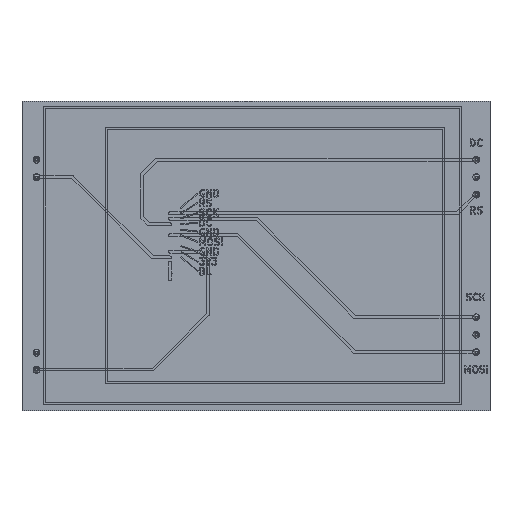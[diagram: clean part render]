
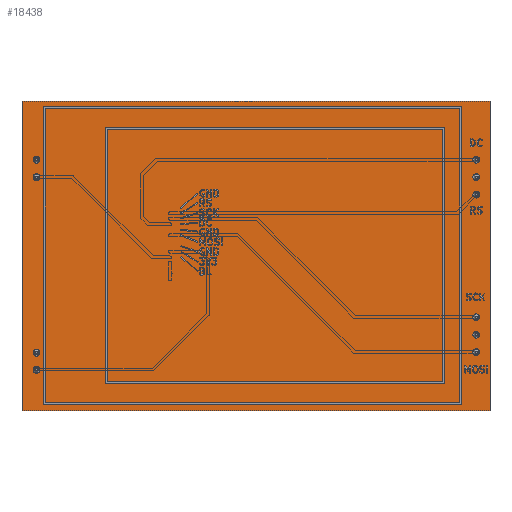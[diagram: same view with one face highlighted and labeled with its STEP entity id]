
A CAD part, top view. The second image highlights one B-rep face of the part: STEP entity #18438.
In plain terms, the highlighted planar face has unit normal (0, 0, 1).
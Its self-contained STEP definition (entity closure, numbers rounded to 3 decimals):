
#18438 = ADVANCED_FACE('',(#18439,#18473,#18484,#18495,#18506,#18517,
    #18528,#18539,#18550,#18561,#18572),#18583,.T.);
#18439 = FACE_BOUND('',#18440,.F.);
#18440 = EDGE_LOOP('',(#18441,#18451,#18459,#18467));
#18441 = ORIENTED_EDGE('',*,*,#18442,.T.);
#18442 = EDGE_CURVE('',#18443,#18445,#18447,.T.);
#18443 = VERTEX_POINT('',#18444);
#18444 = CARTESIAN_POINT('',(-34.,-22.5,1.56));
#18445 = VERTEX_POINT('',#18446);
#18446 = CARTESIAN_POINT('',(-34.,22.5,1.56));
#18447 = LINE('',#18448,#18449);
#18448 = CARTESIAN_POINT('',(-34.,-22.5,1.56));
#18449 = VECTOR('',#18450,1.);
#18450 = DIRECTION('',(0.,1.,0.));
#18451 = ORIENTED_EDGE('',*,*,#18452,.T.);
#18452 = EDGE_CURVE('',#18445,#18453,#18455,.T.);
#18453 = VERTEX_POINT('',#18454);
#18454 = CARTESIAN_POINT('',(34.,22.5,1.56));
#18455 = LINE('',#18456,#18457);
#18456 = CARTESIAN_POINT('',(-34.,22.5,1.56));
#18457 = VECTOR('',#18458,1.);
#18458 = DIRECTION('',(1.,0.,0.));
#18459 = ORIENTED_EDGE('',*,*,#18460,.T.);
#18460 = EDGE_CURVE('',#18453,#18461,#18463,.T.);
#18461 = VERTEX_POINT('',#18462);
#18462 = CARTESIAN_POINT('',(34.,-22.5,1.56));
#18463 = LINE('',#18464,#18465);
#18464 = CARTESIAN_POINT('',(34.,22.5,1.56));
#18465 = VECTOR('',#18466,1.);
#18466 = DIRECTION('',(0.,-1.,0.));
#18467 = ORIENTED_EDGE('',*,*,#18468,.T.);
#18468 = EDGE_CURVE('',#18461,#18443,#18469,.T.);
#18469 = LINE('',#18470,#18471);
#18470 = CARTESIAN_POINT('',(34.,-22.5,1.56));
#18471 = VECTOR('',#18472,1.);
#18472 = DIRECTION('',(-1.,0.,0.));
#18473 = FACE_BOUND('',#18474,.F.);
#18474 = EDGE_LOOP('',(#18475));
#18475 = ORIENTED_EDGE('',*,*,#18476,.T.);
#18476 = EDGE_CURVE('',#18477,#18477,#18479,.T.);
#18477 = VERTEX_POINT('',#18478);
#18478 = CARTESIAN_POINT('',(-31.4,-16.54,1.56));
#18479 = CIRCLE('',#18480,0.5);
#18480 = AXIS2_PLACEMENT_3D('',#18481,#18482,#18483);
#18481 = CARTESIAN_POINT('',(-31.9,-16.54,1.56));
#18482 = DIRECTION('',(0.,0.,1.));
#18483 = DIRECTION('',(1.,0.,-0.));
#18484 = FACE_BOUND('',#18485,.F.);
#18485 = EDGE_LOOP('',(#18486));
#18486 = ORIENTED_EDGE('',*,*,#18487,.T.);
#18487 = EDGE_CURVE('',#18488,#18488,#18490,.T.);
#18488 = VERTEX_POINT('',#18489);
#18489 = CARTESIAN_POINT('',(-31.4,-14.04,1.56));
#18490 = CIRCLE('',#18491,0.5);
#18491 = AXIS2_PLACEMENT_3D('',#18492,#18493,#18494);
#18492 = CARTESIAN_POINT('',(-31.9,-14.04,1.56));
#18493 = DIRECTION('',(0.,0.,1.));
#18494 = DIRECTION('',(1.,0.,-0.));
#18495 = FACE_BOUND('',#18496,.F.);
#18496 = EDGE_LOOP('',(#18497));
#18497 = ORIENTED_EDGE('',*,*,#18498,.T.);
#18498 = EDGE_CURVE('',#18499,#18499,#18501,.T.);
#18499 = VERTEX_POINT('',#18500);
#18500 = CARTESIAN_POINT('',(32.5,-13.98,1.56));
#18501 = CIRCLE('',#18502,0.5);
#18502 = AXIS2_PLACEMENT_3D('',#18503,#18504,#18505);
#18503 = CARTESIAN_POINT('',(32.,-13.98,1.56));
#18504 = DIRECTION('',(0.,0.,1.));
#18505 = DIRECTION('',(1.,0.,-0.));
#18506 = FACE_BOUND('',#18507,.F.);
#18507 = EDGE_LOOP('',(#18508));
#18508 = ORIENTED_EDGE('',*,*,#18509,.T.);
#18509 = EDGE_CURVE('',#18510,#18510,#18512,.T.);
#18510 = VERTEX_POINT('',#18511);
#18511 = CARTESIAN_POINT('',(32.5,-11.44,1.56));
#18512 = CIRCLE('',#18513,0.5);
#18513 = AXIS2_PLACEMENT_3D('',#18514,#18515,#18516);
#18514 = CARTESIAN_POINT('',(32.,-11.44,1.56));
#18515 = DIRECTION('',(0.,0.,1.));
#18516 = DIRECTION('',(1.,0.,-0.));
#18517 = FACE_BOUND('',#18518,.F.);
#18518 = EDGE_LOOP('',(#18519));
#18519 = ORIENTED_EDGE('',*,*,#18520,.T.);
#18520 = EDGE_CURVE('',#18521,#18521,#18523,.T.);
#18521 = VERTEX_POINT('',#18522);
#18522 = CARTESIAN_POINT('',(32.5,-8.9,1.56));
#18523 = CIRCLE('',#18524,0.5);
#18524 = AXIS2_PLACEMENT_3D('',#18525,#18526,#18527);
#18525 = CARTESIAN_POINT('',(32.,-8.9,1.56));
#18526 = DIRECTION('',(0.,0.,1.));
#18527 = DIRECTION('',(1.,0.,-0.));
#18528 = FACE_BOUND('',#18529,.F.);
#18529 = EDGE_LOOP('',(#18530));
#18530 = ORIENTED_EDGE('',*,*,#18531,.T.);
#18531 = EDGE_CURVE('',#18532,#18532,#18534,.T.);
#18532 = VERTEX_POINT('',#18533);
#18533 = CARTESIAN_POINT('',(32.5,8.92,1.56));
#18534 = CIRCLE('',#18535,0.5);
#18535 = AXIS2_PLACEMENT_3D('',#18536,#18537,#18538);
#18536 = CARTESIAN_POINT('',(32.,8.92,1.56));
#18537 = DIRECTION('',(0.,0.,1.));
#18538 = DIRECTION('',(1.,0.,-0.));
#18539 = FACE_BOUND('',#18540,.F.);
#18540 = EDGE_LOOP('',(#18541));
#18541 = ORIENTED_EDGE('',*,*,#18542,.T.);
#18542 = EDGE_CURVE('',#18543,#18543,#18545,.T.);
#18543 = VERTEX_POINT('',#18544);
#18544 = CARTESIAN_POINT('',(-31.4,11.46,1.56));
#18545 = CIRCLE('',#18546,0.5);
#18546 = AXIS2_PLACEMENT_3D('',#18547,#18548,#18549);
#18547 = CARTESIAN_POINT('',(-31.9,11.46,1.56));
#18548 = DIRECTION('',(0.,0.,1.));
#18549 = DIRECTION('',(1.,0.,-0.));
#18550 = FACE_BOUND('',#18551,.F.);
#18551 = EDGE_LOOP('',(#18552));
#18552 = ORIENTED_EDGE('',*,*,#18553,.T.);
#18553 = EDGE_CURVE('',#18554,#18554,#18556,.T.);
#18554 = VERTEX_POINT('',#18555);
#18555 = CARTESIAN_POINT('',(32.5,11.46,1.56));
#18556 = CIRCLE('',#18557,0.5);
#18557 = AXIS2_PLACEMENT_3D('',#18558,#18559,#18560);
#18558 = CARTESIAN_POINT('',(32.,11.46,1.56));
#18559 = DIRECTION('',(0.,0.,1.));
#18560 = DIRECTION('',(1.,0.,-0.));
#18561 = FACE_BOUND('',#18562,.F.);
#18562 = EDGE_LOOP('',(#18563));
#18563 = ORIENTED_EDGE('',*,*,#18564,.T.);
#18564 = EDGE_CURVE('',#18565,#18565,#18567,.T.);
#18565 = VERTEX_POINT('',#18566);
#18566 = CARTESIAN_POINT('',(-31.4,14.,1.56));
#18567 = CIRCLE('',#18568,0.5);
#18568 = AXIS2_PLACEMENT_3D('',#18569,#18570,#18571);
#18569 = CARTESIAN_POINT('',(-31.9,14.,1.56));
#18570 = DIRECTION('',(0.,0.,1.));
#18571 = DIRECTION('',(1.,0.,-0.));
#18572 = FACE_BOUND('',#18573,.F.);
#18573 = EDGE_LOOP('',(#18574));
#18574 = ORIENTED_EDGE('',*,*,#18575,.T.);
#18575 = EDGE_CURVE('',#18576,#18576,#18578,.T.);
#18576 = VERTEX_POINT('',#18577);
#18577 = CARTESIAN_POINT('',(32.5,14.,1.56));
#18578 = CIRCLE('',#18579,0.5);
#18579 = AXIS2_PLACEMENT_3D('',#18580,#18581,#18582);
#18580 = CARTESIAN_POINT('',(32.,14.,1.56));
#18581 = DIRECTION('',(0.,0.,1.));
#18582 = DIRECTION('',(1.,0.,-0.));
#18583 = PLANE('',#18584);
#18584 = AXIS2_PLACEMENT_3D('',#18585,#18586,#18587);
#18585 = CARTESIAN_POINT('',(0.,0.,1.56));
#18586 = DIRECTION('',(0.,0.,1.));
#18587 = DIRECTION('',(1.,0.,-0.));
